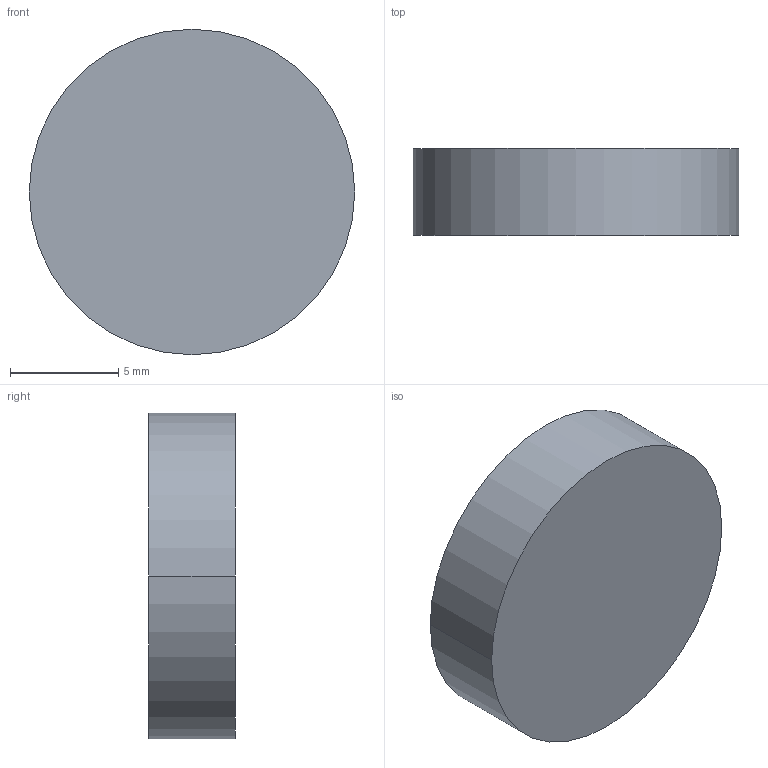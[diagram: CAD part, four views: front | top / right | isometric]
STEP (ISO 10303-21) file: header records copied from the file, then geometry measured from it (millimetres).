
FILE_DESCRIPTION((''),'2;1');
FILE_NAME('RUBBER_PAD_3','2021-06-29T',('User'),(''),'CREO PARAMETRIC BY PTC INC, 2014350','CREO PARAMETRIC BY PTC INC, 2014350','');
FILE_SCHEMA(('AUTOMOTIVE_DESIGN { 1 0 10303 214 1 1 1 1 }'));
Length unit declared in the file: millimetre
Products named in the file (1): RUBBER_PAD_3
Bounding box: 15 x 4 x 15 mm (x, y, z)
Volume: 706.9 mm3; surface area: 541.9 mm2
Topology: 1 solids, 1 shells, 4 faces, 6 edges, 4 vertices
Faces by surface type: plane 2, cylinder 2
Entity records: 178 total; most frequent: DIRECTION 18, CARTESIAN_POINT 16, ORIENTED_EDGE 12, COLOUR_RGB 9, AXIS2_PLACEMENT_3D 8, PRESENTATION_STYLE_ASSIGNMENT 7, STYLED_ITEM 7, PROPERTY_DEFINITION 7
